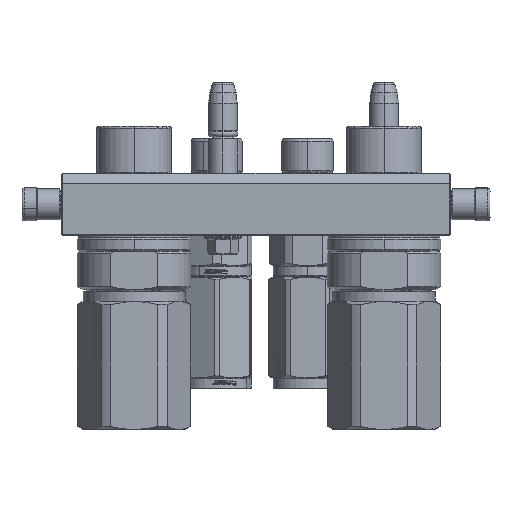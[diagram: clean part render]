
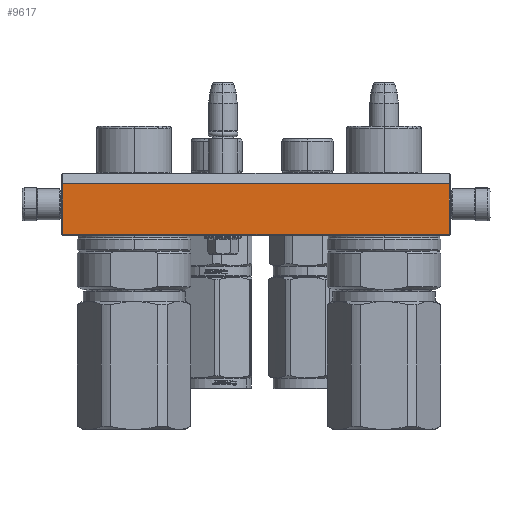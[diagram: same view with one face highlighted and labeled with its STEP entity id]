
A CAD part, left-side view. The second image highlights one B-rep face of the part: STEP entity #9617.
In plain terms, the highlighted face is planar.
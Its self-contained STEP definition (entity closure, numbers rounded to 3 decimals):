
#3082 = CARTESIAN_POINT ( 'NONE',  ( 93.5, 5., -45. ) ) ;
#4502 = CARTESIAN_POINT ( 'NONE',  ( 93.5, 29.5, -45. ) ) ;
#7483 = EDGE_CURVE ( 'NONE', #30945, #15277, #21075, .T. ) ;
#7723 = EDGE_CURVE ( 'NONE', #41849, #9196, #28210, .T. ) ;
#8068 = EDGE_CURVE ( 'NONE', #30945, #41849, #29565, .T. ) ;
#9196 = VERTEX_POINT ( 'NONE', #23730 ) ;
#9436 = VECTOR ( 'NONE', #27271, 1000. ) ;
#9617 = ADVANCED_FACE ( 'NONE', ( #48643 ), #53974, .T. ) ;
#10051 = AXIS2_PLACEMENT_3D ( 'NONE', #45409, #49428, #49616 ) ;
#12161 = DIRECTION ( 'NONE',  ( -1., 0., 0. ) ) ;
#15126 = EDGE_LOOP ( 'NONE', ( #21839, #47151, #21159, #30948 ) ) ;
#15277 = VERTEX_POINT ( 'NONE', #27527 ) ;
#21075 = LINE ( 'NONE', #3082, #34657 ) ;
#21159 = ORIENTED_EDGE ( 'NONE', *, *, #7483, .F. ) ;
#21839 = ORIENTED_EDGE ( 'NONE', *, *, #7723, .T. ) ;
#23730 = CARTESIAN_POINT ( 'NONE',  ( -93.5, 29.5, -45. ) ) ;
#24486 = LINE ( 'NONE', #4502, #9436 ) ;
#27271 = DIRECTION ( 'NONE',  ( -1., 0., 0. ) ) ;
#27527 = CARTESIAN_POINT ( 'NONE',  ( 93.5, 29.5, -45. ) ) ;
#28210 = LINE ( 'NONE', #31785, #38900 ) ;
#29565 = LINE ( 'NONE', #53439, #30981 ) ;
#30945 = VERTEX_POINT ( 'NONE', #33645 ) ;
#30948 = ORIENTED_EDGE ( 'NONE', *, *, #8068, .T. ) ;
#30981 = VECTOR ( 'NONE', #12161, 1000. ) ;
#31785 = CARTESIAN_POINT ( 'NONE',  ( -93.5, 5., -45. ) ) ;
#33645 = CARTESIAN_POINT ( 'NONE',  ( 93.5, 5., -45. ) ) ;
#34657 = VECTOR ( 'NONE', #48383, 1000. ) ;
#38900 = VECTOR ( 'NONE', #41762, 1000. ) ;
#39413 = EDGE_CURVE ( 'NONE', #15277, #9196, #24486, .T. ) ;
#41295 = CARTESIAN_POINT ( 'NONE',  ( -93.5, 5., -45. ) ) ;
#41762 = DIRECTION ( 'NONE',  ( 0., 1., 0. ) ) ;
#41849 = VERTEX_POINT ( 'NONE', #41295 ) ;
#45409 = CARTESIAN_POINT ( 'NONE',  ( 94., 0., -45. ) ) ;
#47151 = ORIENTED_EDGE ( 'NONE', *, *, #39413, .F. ) ;
#48383 = DIRECTION ( 'NONE',  ( 0., 1., 0. ) ) ;
#48643 = FACE_OUTER_BOUND ( 'NONE', #15126, .T. ) ;
#49428 = DIRECTION ( 'NONE',  ( 0., 0., -1. ) ) ;
#49616 = DIRECTION ( 'NONE',  ( -1., 0., 0. ) ) ;
#53439 = CARTESIAN_POINT ( 'NONE',  ( 93.5, 5., -45. ) ) ;
#53974 = PLANE ( 'NONE',  #10051 ) ;
